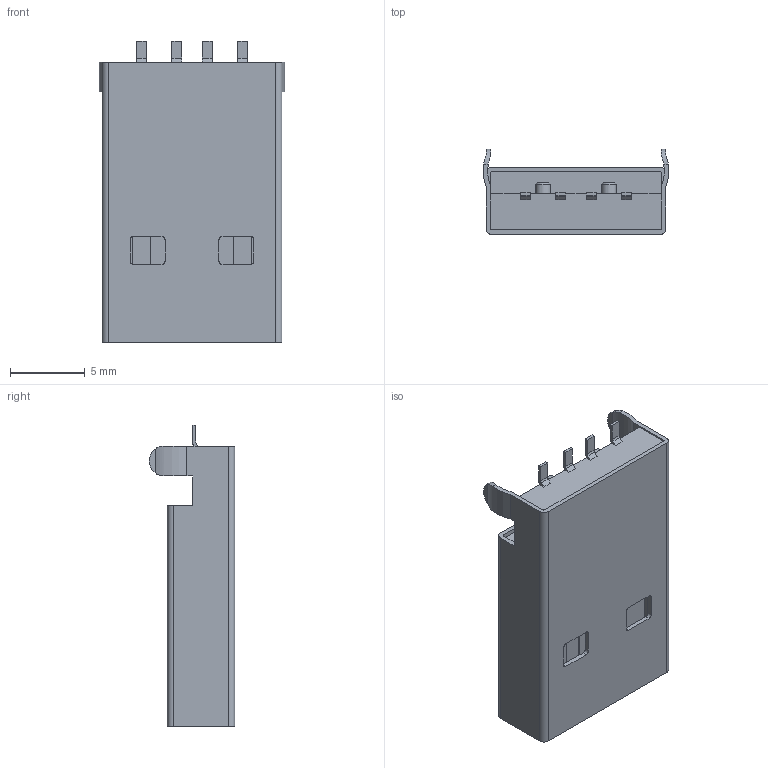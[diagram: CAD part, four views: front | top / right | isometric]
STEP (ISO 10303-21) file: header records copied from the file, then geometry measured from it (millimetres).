
FILE_DESCRIPTION(/* description */ (''),/* implementation_level */ '2;1');
FILE_NAME(/* name */ 'USB.stp',/* time_stamp */ '2022-06-10T23:14:01+03:00',/* author */ ('NoName'),/* organization */ (''),/* preprocessor_version */ 'ST-DEVELOPER v18',/* originating_system */ 'Autodesk Inventor 2020',/* authorisation */ '');
FILE_SCHEMA (('AUTOMOTIVE_DESIGN { 1 0 10303 214 3 1 1 }'));
Length unit declared in the file: millimetre
Products named in the file (1): USB
Bounding box: 12.38 x 5.7 x 20.15 mm (x, y, z)
Volume: 721.4 mm3; surface area: 977.4 mm2
Topology: 1 solids, 1 shells, 156 faces, 433 edges, 284 vertices
Faces by surface type: plane 110, cylinder 44, cone 2
Full cylindrical faces by diameter (mm): 1 x2
Entity records: 5090 total; most frequent: CARTESIAN_POINT 914, ORIENTED_EDGE 866, DIRECTION 833, EDGE_CURVE 433, LINE 331, VECTOR 331, VERTEX_POINT 284, AXIS2_PLACEMENT_3D 251
